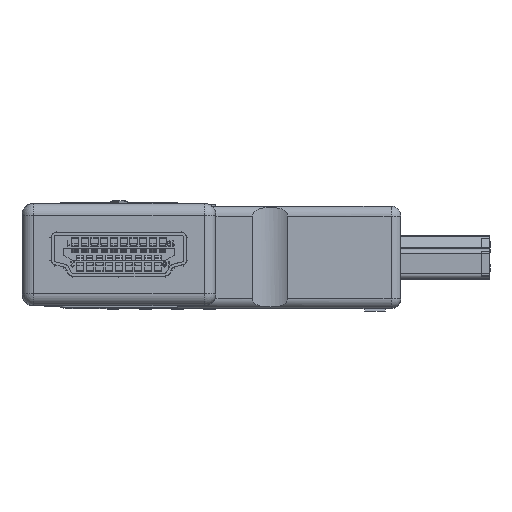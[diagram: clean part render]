
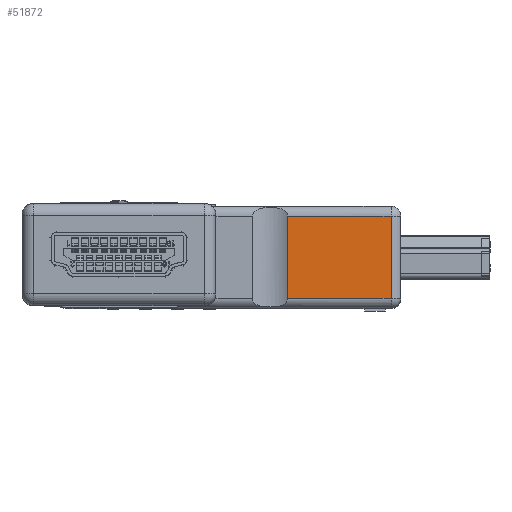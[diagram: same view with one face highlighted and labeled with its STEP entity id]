
A CAD part, top view. The second image highlights one B-rep face of the part: STEP entity #51872.
In plain terms, the highlighted face is planar.
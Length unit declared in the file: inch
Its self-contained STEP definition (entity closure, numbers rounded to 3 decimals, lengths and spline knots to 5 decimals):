
#13427 = VERTEX_POINT ( 'NONE', #71281 ) ;
#13433 = VERTEX_POINT ( 'NONE', #71313 ) ;
#13442 = VERTEX_POINT ( 'NONE', #71341 ) ;
#13444 = VERTEX_POINT ( 'NONE', #71339 ) ;
#18954 = AXIS2_PLACEMENT_3D ( 'NONE', #32135, #32171, #32174 ) ;
#21952 = EDGE_CURVE ( 'NONE', #13433, #13427, #75471, .T. ) ;
#21953 = EDGE_CURVE ( 'NONE', #13427, #13442, #75467, .T. ) ;
#21954 = EDGE_CURVE ( 'NONE', #13442, #13444, #75475, .T. ) ;
#21955 = EDGE_CURVE ( 'NONE', #13433, #13444, #75477, .T. ) ;
#26676 = FACE_OUTER_BOUND ( 'NONE', #29114, .T. ) ;
#29114 = EDGE_LOOP ( 'NONE', ( #29559, #29561, #29563, #29565 ) ) ;
#29559 = ORIENTED_EDGE ( 'NONE', *, *, #21952, .T. ) ;
#29561 = ORIENTED_EDGE ( 'NONE', *, *, #21953, .T. ) ;
#29563 = ORIENTED_EDGE ( 'NONE', *, *, #21954, .T. ) ;
#29565 = ORIENTED_EDGE ( 'NONE', *, *, #21955, .F. ) ;
#32135 = CARTESIAN_POINT ( 'NONE',  ( -0.39173, 0.695, -0.20669 ) ) ;
#32166 = PLANE ( 'NONE',  #18954 ) ;
#32171 = DIRECTION ( 'NONE',  ( 1., 0., 0. ) ) ;
#32174 = DIRECTION ( 'NONE',  ( 0., 0., -1. ) ) ;
#51872 = ADVANCED_FACE ( 'NONE', ( #26676 ), #32166, .F. ) ;
#71281 = CARTESIAN_POINT ( 'NONE',  ( -0.39173, 0.655, 0.16669 ) ) ;
#71313 = CARTESIAN_POINT ( 'NONE',  ( -0.39173, 0.23633, 0.16669 ) ) ;
#71339 = CARTESIAN_POINT ( 'NONE',  ( -0.39173, 0.23633, -0.16669 ) ) ;
#71341 = CARTESIAN_POINT ( 'NONE',  ( -0.39173, 0.655, -0.16669 ) ) ;
#75467 = LINE ( 'NONE', #79238, #75476 ) ;
#75471 = LINE ( 'NONE', #79244, #75474 ) ;
#75474 = VECTOR ( 'NONE', #79246, 39.37008 ) ;
#75475 = LINE ( 'NONE', #79248, #75478 ) ;
#75476 = VECTOR ( 'NONE', #79247, 39.37008 ) ;
#75477 = LINE ( 'NONE', #79250, #75480 ) ;
#75478 = VECTOR ( 'NONE', #79249, 39.37008 ) ;
#75480 = VECTOR ( 'NONE', #79251, 39.37008 ) ;
#79238 = CARTESIAN_POINT ( 'NONE',  ( -0.39173, 0.655, -0.16669 ) ) ;
#79244 = CARTESIAN_POINT ( 'NONE',  ( -0.39173, 0.46566, 0.16669 ) ) ;
#79246 = DIRECTION ( 'NONE',  ( 0., 1., 0. ) ) ;
#79247 = DIRECTION ( 'NONE',  ( 0., 0., -1. ) ) ;
#79248 = CARTESIAN_POINT ( 'NONE',  ( -0.39173, 0.46566, -0.16669 ) ) ;
#79249 = DIRECTION ( 'NONE',  ( 0., -1., 0. ) ) ;
#79250 = CARTESIAN_POINT ( 'NONE',  ( -0.39173, 0.23633, 0.20669 ) ) ;
#79251 = DIRECTION ( 'NONE',  ( 0., 0., -1. ) ) ;
